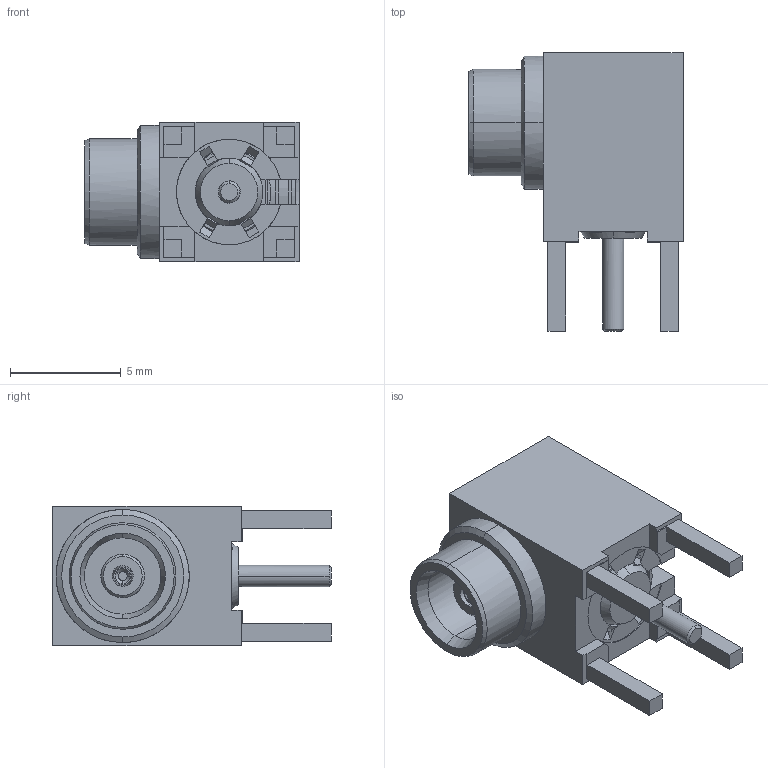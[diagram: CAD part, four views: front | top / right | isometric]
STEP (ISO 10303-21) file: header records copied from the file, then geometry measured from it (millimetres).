
FILE_DESCRIPTION (( 'STEP AP214' ), '1' );
FILE_NAME ('LCCN45872_3D.step', '2023-05-05T19:13:52', ( '' ), ( '' ), 'SwSTEP 2.0', 'SolidWorks 2022', '' );
FILE_SCHEMA (( 'AUTOMOTIVE_DESIGN' ));
Length unit declared in the file: millimetre
Products named in the file (1): LCCN45872_3D
Bounding box: 9.65 x 12.55 x 6.3 mm (x, y, z)
Volume: 378.5 mm3; surface area: 491.7 mm2
Topology: 1 solids, 1 shells, 181 faces, 495 edges, 324 vertices
Faces by surface type: plane 112, bspline 69
Entity records: 6631 total; most frequent: CARTESIAN_POINT 2433, ORIENTED_EDGE 990, DIRECTION 683, EDGE_CURVE 495, LINE 331, VECTOR 331, VERTEX_POINT 324, EDGE_LOOP 189
